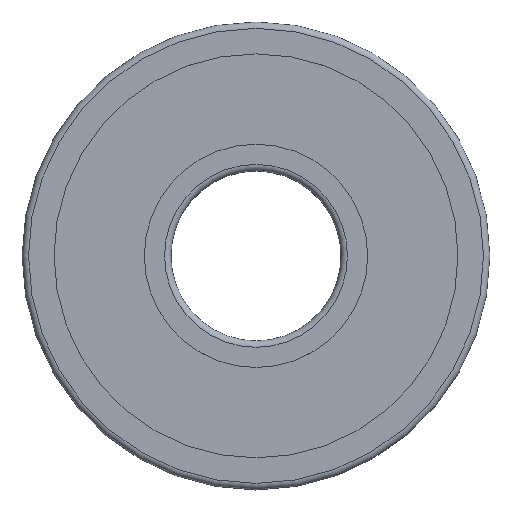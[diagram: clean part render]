
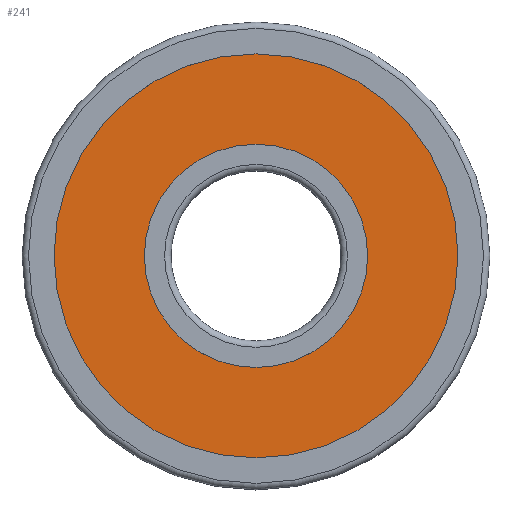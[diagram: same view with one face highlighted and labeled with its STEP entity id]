
A CAD part, top view. The second image highlights one B-rep face of the part: STEP entity #241.
In plain terms, the highlighted planar face has unit normal (0, 0, 1).
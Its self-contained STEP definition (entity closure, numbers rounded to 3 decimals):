
#18=FACE_BOUND('',#86,.T.);
#24=PLANE('',#298);
#65=FACE_OUTER_BOUND('',#85,.T.);
#85=EDGE_LOOP('',(#219));
#86=EDGE_LOOP('',(#220));
#110=CIRCLE('',#288,5.25);
#111=CIRCLE('',#290,9.5);
#130=VERTEX_POINT('',#436);
#131=VERTEX_POINT('',#440);
#157=EDGE_CURVE('',#130,#130,#110,.T.);
#158=EDGE_CURVE('',#131,#131,#111,.T.);
#219=ORIENTED_EDGE('',*,*,#158,.T.);
#220=ORIENTED_EDGE('',*,*,#157,.F.);
#241=ADVANCED_FACE('',(#65,#18),#24,.T.);
#288=AXIS2_PLACEMENT_3D('',#438,#361,#362);
#290=AXIS2_PLACEMENT_3D('',#441,#365,#366);
#298=AXIS2_PLACEMENT_3D('',#453,#384,#385);
#361=DIRECTION('center_axis',(0.,0.,1.));
#362=DIRECTION('ref_axis',(1.,0.,0.));
#365=DIRECTION('center_axis',(0.,0.,1.));
#366=DIRECTION('ref_axis',(1.,0.,0.));
#384=DIRECTION('center_axis',(0.,0.,1.));
#385=DIRECTION('ref_axis',(1.,0.,0.));
#436=CARTESIAN_POINT('',(-5.25,0.,3.25));
#438=CARTESIAN_POINT('Origin',(0.,0.,3.25));
#440=CARTESIAN_POINT('',(-9.5,0.,3.25));
#441=CARTESIAN_POINT('Origin',(0.,0.,3.25));
#453=CARTESIAN_POINT('Origin',(0.,0.,3.25));
